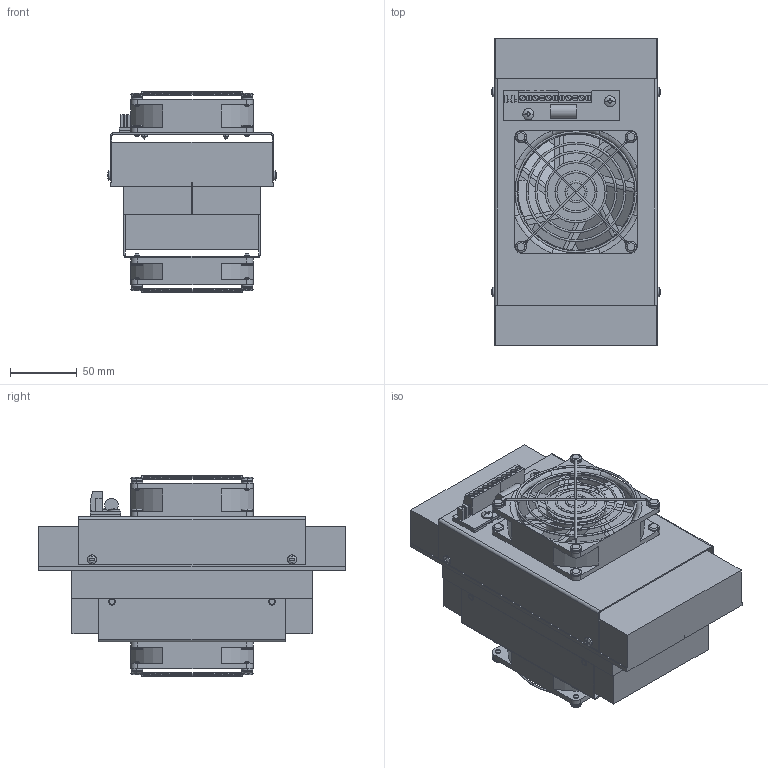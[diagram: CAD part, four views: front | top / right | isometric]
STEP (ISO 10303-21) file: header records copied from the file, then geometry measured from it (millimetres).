
FILE_DESCRIPTION (( 'STEP AP214' ), '1' );
FILE_NAME ('AAC-050-24-22-00-00.STEP', '2018-12-20T02:36:20', ( '' ), ( '' ), 'SwSTEP 2.0', 'SolidWorks 2016', '' );
FILE_SCHEMA (( 'AUTOMOTIVE_DESIGN' ));
Length unit declared in the file: millimetre
Products named in the file (1): AAC-050-24-22-00-00
Bounding box: 126.62 x 230 x 150.57 mm (x, y, z)
Surface area: 310102.3 mm2 (no closed solid volume)
Topology: 0 solids, 231 shells, 1065 faces, 3469 edges, 2677 vertices
Faces by surface type: plane 539, cylinder 305, torus 120, bspline 65, cone 36
Entity records: 47041 total; most frequent: CARTESIAN_POINT 13044, DIRECTION 5915, ORIENTED_EDGE 5706, EDGE_CURVE 3465, VERTEX_POINT 2677, AXIS2_PLACEMENT_3D 1984, LINE 1947, VECTOR 1947
